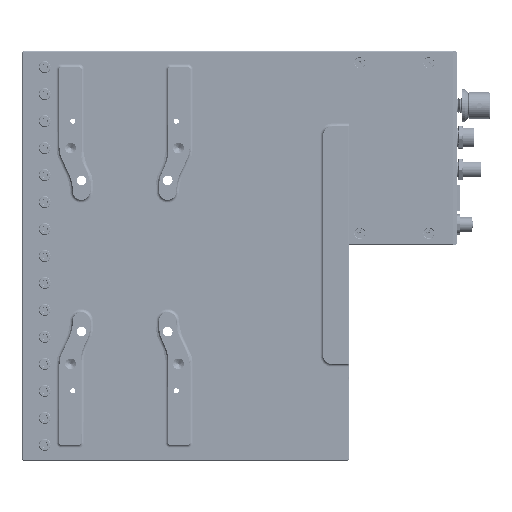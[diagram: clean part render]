
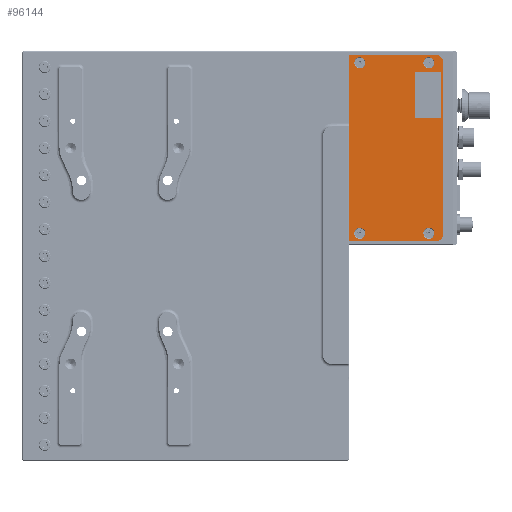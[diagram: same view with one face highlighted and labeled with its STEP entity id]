
A CAD part, front view. The second image highlights one B-rep face of the part: STEP entity #96144.
In plain terms, the highlighted face is planar.
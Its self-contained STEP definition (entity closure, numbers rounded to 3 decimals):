
#661 = CARTESIAN_POINT ( 'NONE',  ( 39.5, 1., 15.15 ) ) ;
#1986 = DIRECTION ( 'NONE',  ( 0., 0., -1. ) ) ;
#3464 = VERTEX_POINT ( 'NONE', #49865 ) ;
#3678 = CIRCLE ( 'NONE', #58180, 0.5 ) ;
#4520 = VERTEX_POINT ( 'NONE', #92001 ) ;
#4608 = EDGE_CURVE ( 'NONE', #67467, #13161, #25929, .T. ) ;
#4869 = CIRCLE ( 'NONE', #28368, 2.55 ) ;
#8841 = CARTESIAN_POINT ( 'NONE',  ( -39.5, 1., 17.7 ) ) ;
#9364 = CARTESIAN_POINT ( 'NONE',  ( 39.55, 1., 18.15 ) ) ;
#9614 = AXIS2_PLACEMENT_3D ( 'NONE', #56463, #88284, #19768 ) ;
#10606 = ORIENTED_EDGE ( 'NONE', *, *, #25279, .T. ) ;
#10723 = CARTESIAN_POINT ( 'NONE',  ( -39.5, 1., 12.6 ) ) ;
#10783 = DIRECTION ( 'NONE',  ( 0., 0., -1. ) ) ;
#11429 = LINE ( 'NONE', #34441, #88491 ) ;
#13161 = VERTEX_POINT ( 'NONE', #70335 ) ;
#15786 = DIRECTION ( 'NONE',  ( 0., 0., 1. ) ) ;
#16117 = EDGE_CURVE ( 'NONE', #28027, #67467, #27485, .T. ) ;
#16267 = AXIS2_PLACEMENT_3D ( 'NONE', #16274, #24087, #15786 ) ;
#16274 = CARTESIAN_POINT ( 'NONE',  ( -39.5, 1., -16.85 ) ) ;
#16393 = ORIENTED_EDGE ( 'NONE', *, *, #50414, .F. ) ;
#16550 = CARTESIAN_POINT ( 'NONE',  ( -39.5, 1., -16.85 ) ) ;
#16596 = EDGE_CURVE ( 'NONE', #4520, #79176, #11429, .T. ) ;
#17946 = CIRCLE ( 'NONE', #50736, 2.55 ) ;
#18174 = CARTESIAN_POINT ( 'NONE',  ( 43.25, 1., 18.15 ) ) ;
#19535 = FACE_OUTER_BOUND ( 'NONE', #21464, .T. ) ;
#19568 = ORIENTED_EDGE ( 'NONE', *, *, #16117, .T. ) ;
#19768 = DIRECTION ( 'NONE',  ( 0., 0., 1. ) ) ;
#20235 = DIRECTION ( 'NONE',  ( 1., 0., 0. ) ) ;
#20614 = CIRCLE ( 'NONE', #9614, 2.55 ) ;
#20981 = DIRECTION ( 'NONE',  ( 0., 0., -1. ) ) ;
#21464 = EDGE_LOOP ( 'NONE', ( #80101, #10606, #19568, #66530, #94538, #74464, #53658, #30035 ) ) ;
#21795 = CARTESIAN_POINT ( 'NONE',  ( 42.75, 1., -21.85 ) ) ;
#22777 = EDGE_CURVE ( 'NONE', #40878, #3464, #55320, .T. ) ;
#22958 = VECTOR ( 'NONE', #78156, 1000. ) ;
#23477 = VERTEX_POINT ( 'NONE', #74815 ) ;
#24087 = DIRECTION ( 'NONE',  ( 0., 1., 0. ) ) ;
#24221 = AXIS2_PLACEMENT_3D ( 'NONE', #37325, #67170, #29964 ) ;
#25279 = EDGE_CURVE ( 'NONE', #84657, #28027, #3678, .T. ) ;
#25929 = CIRCLE ( 'NONE', #96343, 0.5 ) ;
#26226 = ORIENTED_EDGE ( 'NONE', *, *, #42286, .F. ) ;
#26648 = VECTOR ( 'NONE', #91576, 1000. ) ;
#27485 = LINE ( 'NONE', #57339, #49279 ) ;
#27606 = VERTEX_POINT ( 'NONE', #18174 ) ;
#28027 = VERTEX_POINT ( 'NONE', #21795 ) ;
#28368 = AXIS2_PLACEMENT_3D ( 'NONE', #16550, #39522, #84118 ) ;
#29070 = AXIS2_PLACEMENT_3D ( 'NONE', #9364, #69080, #1986 ) ;
#29525 = CARTESIAN_POINT ( 'NONE',  ( 39.5, 1., 15.15 ) ) ;
#29964 = DIRECTION ( 'NONE',  ( 0., 0., 1. ) ) ;
#30035 = ORIENTED_EDGE ( 'NONE', *, *, #71856, .T. ) ;
#30077 = DIRECTION ( 'NONE',  ( 0., 1., 0. ) ) ;
#31504 = ORIENTED_EDGE ( 'NONE', *, *, #78972, .F. ) ;
#32172 = VERTEX_POINT ( 'NONE', #62633 ) ;
#33300 = CARTESIAN_POINT ( 'NONE',  ( 42.75, 1., -21.35 ) ) ;
#33861 = DIRECTION ( 'NONE',  ( 0., 0., 1. ) ) ;
#34441 = CARTESIAN_POINT ( 'NONE',  ( 39.55, 1., 21.85 ) ) ;
#34625 = CARTESIAN_POINT ( 'NONE',  ( -43.25, 1., 18.15 ) ) ;
#34722 = FACE_BOUND ( 'NONE', #59893, .T. ) ;
#34937 = EDGE_LOOP ( 'NONE', ( #78632, #26226 ) ) ;
#35308 = VERTEX_POINT ( 'NONE', #34625 ) ;
#35683 = DIRECTION ( 'NONE',  ( 0., 1., 0. ) ) ;
#35694 = FACE_BOUND ( 'NONE', #34937, .T. ) ;
#35840 = CARTESIAN_POINT ( 'NONE',  ( -39.55, 1., 18.15 ) ) ;
#37077 = AXIS2_PLACEMENT_3D ( 'NONE', #70107, #92592, #33861 ) ;
#37325 = CARTESIAN_POINT ( 'NONE',  ( -39.5, 1., 15.15 ) ) ;
#39250 = EDGE_CURVE ( 'NONE', #23477, #70403, #55834, .T. ) ;
#39522 = DIRECTION ( 'NONE',  ( 0., 1., 0. ) ) ;
#40878 = VERTEX_POINT ( 'NONE', #91429 ) ;
#41313 = EDGE_LOOP ( 'NONE', ( #68447, #43118 ) ) ;
#41362 = CARTESIAN_POINT ( 'NONE',  ( 39.5, 1., -16.85 ) ) ;
#41587 = PLANE ( 'NONE',  #48894 ) ;
#42132 = AXIS2_PLACEMENT_3D ( 'NONE', #29525, #51569, #82427 ) ;
#42286 = EDGE_CURVE ( 'NONE', #75583, #81306, #20614, .T. ) ;
#43036 = DIRECTION ( 'NONE',  ( 0., 0., -1. ) ) ;
#43118 = ORIENTED_EDGE ( 'NONE', *, *, #80610, .F. ) ;
#44995 = DIRECTION ( 'NONE',  ( 0., 0., -1. ) ) ;
#45444 = AXIS2_PLACEMENT_3D ( 'NONE', #41362, #79077, #49204 ) ;
#46923 = EDGE_CURVE ( 'NONE', #32172, #63452, #17946, .T. ) ;
#47344 = EDGE_CURVE ( 'NONE', #81306, #75583, #66442, .T. ) ;
#47534 = LINE ( 'NONE', #77890, #26648 ) ;
#47887 = CARTESIAN_POINT ( 'NONE',  ( -42.75, 1., -21.85 ) ) ;
#48145 = CARTESIAN_POINT ( 'NONE',  ( 39.5, 1., -19.4 ) ) ;
#48600 = EDGE_CURVE ( 'NONE', #13161, #35308, #48777, .T. ) ;
#48777 = LINE ( 'NONE', #86000, #22958 ) ;
#48894 = AXIS2_PLACEMENT_3D ( 'NONE', #94416, #64556, #43036 ) ;
#49204 = DIRECTION ( 'NONE',  ( 0., 0., 1. ) ) ;
#49279 = VECTOR ( 'NONE', #64709, 1000. ) ;
#49865 = CARTESIAN_POINT ( 'NONE',  ( -39.5, 1., -19.4 ) ) ;
#50414 = EDGE_CURVE ( 'NONE', #63452, #32172, #84342, .T. ) ;
#50513 = DIRECTION ( 'NONE',  ( 0., 1., 0. ) ) ;
#50736 = AXIS2_PLACEMENT_3D ( 'NONE', #661, #30077, #59446 ) ;
#51569 = DIRECTION ( 'NONE',  ( 0., 1., 0. ) ) ;
#53658 = ORIENTED_EDGE ( 'NONE', *, *, #16596, .T. ) ;
#55320 = CIRCLE ( 'NONE', #16267, 2.55 ) ;
#55834 = CIRCLE ( 'NONE', #37077, 2.55 ) ;
#56463 = CARTESIAN_POINT ( 'NONE',  ( -39.5, 1., 15.15 ) ) ;
#56523 = EDGE_LOOP ( 'NONE', ( #58254, #31504 ) ) ;
#57339 = CARTESIAN_POINT ( 'NONE',  ( 43.25, 1., -21.85 ) ) ;
#57388 = EDGE_CURVE ( 'NONE', #35308, #4520, #70197, .T. ) ;
#58180 = AXIS2_PLACEMENT_3D ( 'NONE', #33300, #70519, #10783 ) ;
#58254 = ORIENTED_EDGE ( 'NONE', *, *, #39250, .F. ) ;
#59446 = DIRECTION ( 'NONE',  ( 0., 0., 1. ) ) ;
#59656 = CARTESIAN_POINT ( 'NONE',  ( 39.5, 1., 12.6 ) ) ;
#59893 = EDGE_LOOP ( 'NONE', ( #60314, #16393 ) ) ;
#60314 = ORIENTED_EDGE ( 'NONE', *, *, #46923, .F. ) ;
#62607 = CIRCLE ( 'NONE', #45444, 2.55 ) ;
#62633 = CARTESIAN_POINT ( 'NONE',  ( 39.5, 1., 17.7 ) ) ;
#63452 = VERTEX_POINT ( 'NONE', #59656 ) ;
#64091 = FACE_BOUND ( 'NONE', #41313, .T. ) ;
#64556 = DIRECTION ( 'NONE',  ( 0., -1., 0. ) ) ;
#64709 = DIRECTION ( 'NONE',  ( -1., 0., 0. ) ) ;
#65994 = CARTESIAN_POINT ( 'NONE',  ( -42.75, 1., -21.35 ) ) ;
#66442 = CIRCLE ( 'NONE', #24221, 2.55 ) ;
#66530 = ORIENTED_EDGE ( 'NONE', *, *, #4608, .T. ) ;
#67170 = DIRECTION ( 'NONE',  ( 0., 1., 0. ) ) ;
#67467 = VERTEX_POINT ( 'NONE', #47887 ) ;
#68447 = ORIENTED_EDGE ( 'NONE', *, *, #22777, .F. ) ;
#69080 = DIRECTION ( 'NONE',  ( 0., 1., 0. ) ) ;
#70107 = CARTESIAN_POINT ( 'NONE',  ( 39.5, 1., -16.85 ) ) ;
#70197 = CIRCLE ( 'NONE', #90537, 3.7 ) ;
#70335 = CARTESIAN_POINT ( 'NONE',  ( -43.25, 1., -21.35 ) ) ;
#70403 = VERTEX_POINT ( 'NONE', #48145 ) ;
#70519 = DIRECTION ( 'NONE',  ( 0., 1., 0. ) ) ;
#71856 = EDGE_CURVE ( 'NONE', #79176, #27606, #91387, .T. ) ;
#74464 = ORIENTED_EDGE ( 'NONE', *, *, #57388, .T. ) ;
#74815 = CARTESIAN_POINT ( 'NONE',  ( 39.5, 1., -14.3 ) ) ;
#75583 = VERTEX_POINT ( 'NONE', #10723 ) ;
#77890 = CARTESIAN_POINT ( 'NONE',  ( 43.25, 1., 18.15 ) ) ;
#78156 = DIRECTION ( 'NONE',  ( 0., 0., 1. ) ) ;
#78632 = ORIENTED_EDGE ( 'NONE', *, *, #47344, .F. ) ;
#78972 = EDGE_CURVE ( 'NONE', #70403, #23477, #62607, .T. ) ;
#79077 = DIRECTION ( 'NONE',  ( 0., 1., 0. ) ) ;
#79176 = VERTEX_POINT ( 'NONE', #88829 ) ;
#80101 = ORIENTED_EDGE ( 'NONE', *, *, #93416, .T. ) ;
#80610 = EDGE_CURVE ( 'NONE', #3464, #40878, #4869, .T. ) ;
#81306 = VERTEX_POINT ( 'NONE', #8841 ) ;
#82427 = DIRECTION ( 'NONE',  ( 0., 0., 1. ) ) ;
#84118 = DIRECTION ( 'NONE',  ( 0., 0., 1. ) ) ;
#84342 = CIRCLE ( 'NONE', #42132, 2.55 ) ;
#84657 = VERTEX_POINT ( 'NONE', #88960 ) ;
#86000 = CARTESIAN_POINT ( 'NONE',  ( -43.25, 1., 18.15 ) ) ;
#87585 = FACE_BOUND ( 'NONE', #56523, .T. ) ;
#88284 = DIRECTION ( 'NONE',  ( 0., 1., 0. ) ) ;
#88491 = VECTOR ( 'NONE', #20235, 1000. ) ;
#88829 = CARTESIAN_POINT ( 'NONE',  ( 39.55, 1., 21.85 ) ) ;
#88960 = CARTESIAN_POINT ( 'NONE',  ( 43.25, 1., -21.35 ) ) ;
#90537 = AXIS2_PLACEMENT_3D ( 'NONE', #35840, #50513, #44995 ) ;
#91387 = CIRCLE ( 'NONE', #29070, 3.7 ) ;
#91429 = CARTESIAN_POINT ( 'NONE',  ( -39.5, 1., -14.3 ) ) ;
#91576 = DIRECTION ( 'NONE',  ( 0., 0., -1. ) ) ;
#92001 = CARTESIAN_POINT ( 'NONE',  ( -39.55, 1., 21.85 ) ) ;
#92592 = DIRECTION ( 'NONE',  ( 0., 1., 0. ) ) ;
#93416 = EDGE_CURVE ( 'NONE', #27606, #84657, #47534, .T. ) ;
#94416 = CARTESIAN_POINT ( 'NONE',  ( 39.55, 1., 18.15 ) ) ;
#94538 = ORIENTED_EDGE ( 'NONE', *, *, #48600, .T. ) ;
#96144 = ADVANCED_FACE ( 'NONE', ( #64091, #87585, #35694, #19535, #34722 ), #41587, .F. ) ;
#96343 = AXIS2_PLACEMENT_3D ( 'NONE', #65994, #35683, #20981 ) ;
